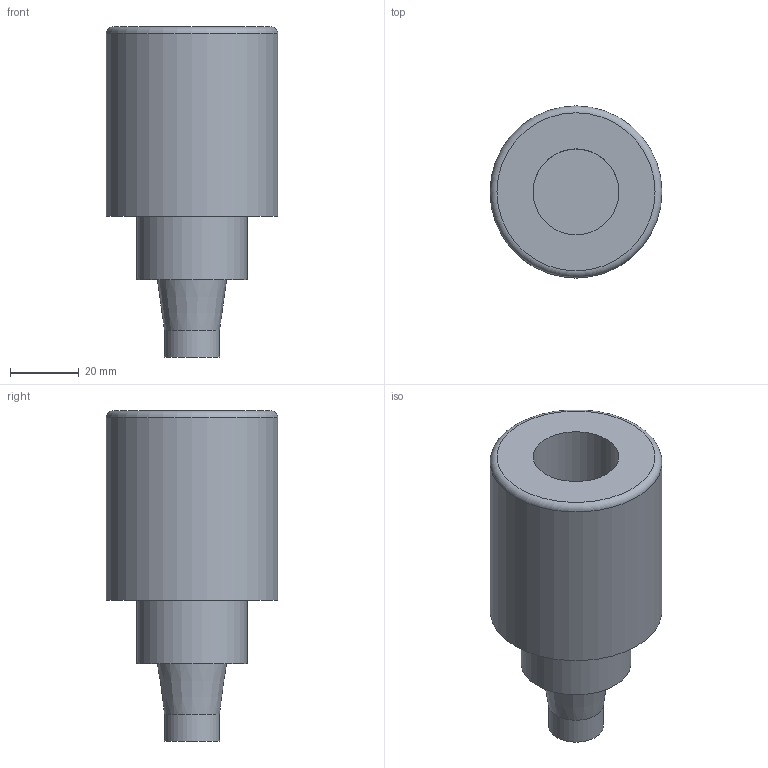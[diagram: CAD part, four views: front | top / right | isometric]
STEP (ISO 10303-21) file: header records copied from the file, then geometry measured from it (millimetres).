
FILE_DESCRIPTION(/* description */ (''),/* implementation_level */ '2;1');
FILE_NAME(/* name */ 'W9990790_stp.stp',/* time_stamp */ '2017-05-29T14:48:41+02:00',/* author */ (''),/* organization */ (''),/* preprocessor_version */ 'ST-DEVELOPER v15',/* originating_system */ 'SIEMENS PLM Software NX 9.0',/* authorisation */ '');
FILE_SCHEMA (('AUTOMOTIVE_DESIGN { 1 0 10303 214 3 1 1 1 }'));
Length unit declared in the file: millimetre
Products named in the file (1): reic1C24C78Ap7p5
Bounding box: 50 x 50 x 96 mm (x, y, z)
Volume: 103062 mm3; surface area: 19412.6 mm2
Topology: 1 solids, 1 shells, 11 faces, 19 edges, 13 vertices
Faces by surface type: plane 5, cylinder 4, torus 1, cone 1
Full cylindrical faces by diameter (mm): 16 x1, 25 x1, 32 x1, 50 x1
Entity records: 315 total; most frequent: DIRECTION 53, CARTESIAN_POINT 47, ORIENTED_EDGE 34, AXIS2_PLACEMENT_3D 24, EDGE_LOOP 21, FACE_BOUND 19, VERTEX_POINT 18, EDGE_CURVE 17
